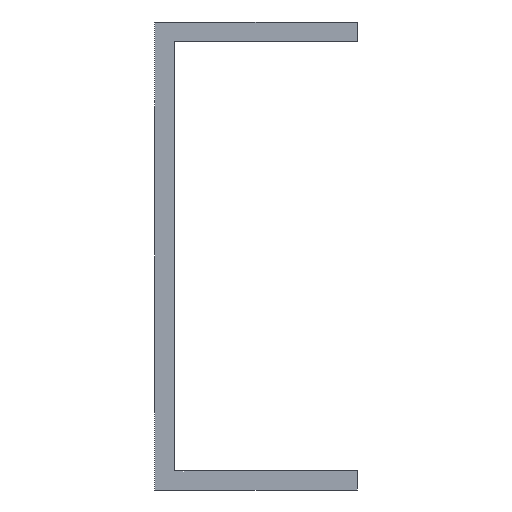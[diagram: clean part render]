
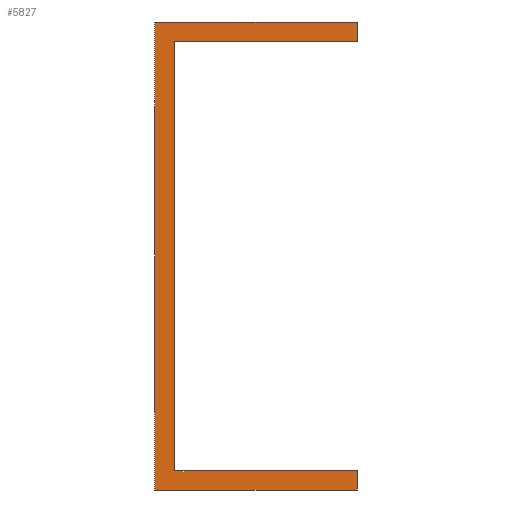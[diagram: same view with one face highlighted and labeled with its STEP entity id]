
A CAD part, front view. The second image highlights one B-rep face of the part: STEP entity #5827.
In plain terms, the highlighted planar face has unit normal (0, -1, 0).
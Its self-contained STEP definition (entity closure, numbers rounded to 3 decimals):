
#273 = DIRECTION ( 'NONE',  ( 0., 0., 1. ) ) ;
#324 = LINE ( 'NONE', #2753, #2333 ) ;
#416 = LINE ( 'NONE', #1737, #6257 ) ;
#438 = ORIENTED_EDGE ( 'NONE', *, *, #5885, .T. ) ;
#560 = DIRECTION ( 'NONE',  ( 1., 0., 0. ) ) ;
#575 = AXIS2_PLACEMENT_3D ( 'NONE', #8694, #2295, #7977 ) ;
#631 = CARTESIAN_POINT ( 'NONE',  ( 26., 0., -30. ) ) ;
#637 = LINE ( 'NONE', #7300, #6775 ) ;
#736 = ORIENTED_EDGE ( 'NONE', *, *, #9115, .F. ) ;
#1035 = EDGE_CURVE ( 'NONE', #2820, #4340, #5522, .T. ) ;
#1320 = CARTESIAN_POINT ( 'NONE',  ( 0., 0., 30. ) ) ;
#1379 = DIRECTION ( 'NONE',  ( 0., 0., 1. ) ) ;
#1396 = LINE ( 'NONE', #631, #2466 ) ;
#1416 = EDGE_LOOP ( 'NONE', ( #8152, #438, #2447, #2531, #4635, #736, #7548, #9537 ) ) ;
#1539 = PLANE ( 'NONE',  #575 ) ;
#1584 = FACE_OUTER_BOUND ( 'NONE', #1416, .T. ) ;
#1737 = CARTESIAN_POINT ( 'NONE',  ( 0., 0., -30. ) ) ;
#1973 = CARTESIAN_POINT ( 'NONE',  ( 0., 0., 27.5 ) ) ;
#2295 = DIRECTION ( 'NONE',  ( 0., -1., 0. ) ) ;
#2333 = VECTOR ( 'NONE', #8413, 1000. ) ;
#2447 = ORIENTED_EDGE ( 'NONE', *, *, #3063, .T. ) ;
#2466 = VECTOR ( 'NONE', #1379, 1000. ) ;
#2531 = ORIENTED_EDGE ( 'NONE', *, *, #7148, .T. ) ;
#2705 = VERTEX_POINT ( 'NONE', #8495 ) ;
#2741 = DIRECTION ( 'NONE',  ( 1., 0., 0. ) ) ;
#2753 = CARTESIAN_POINT ( 'NONE',  ( 26., 0., 27.5 ) ) ;
#2820 = VERTEX_POINT ( 'NONE', #9423 ) ;
#3063 = EDGE_CURVE ( 'NONE', #2705, #8033, #8306, .T. ) ;
#3751 = LINE ( 'NONE', #5804, #7897 ) ;
#3757 = VERTEX_POINT ( 'NONE', #8338 ) ;
#4340 = VERTEX_POINT ( 'NONE', #7457 ) ;
#4374 = CARTESIAN_POINT ( 'NONE',  ( 0., 0., -27.5 ) ) ;
#4635 = ORIENTED_EDGE ( 'NONE', *, *, #9469, .F. ) ;
#4684 = VERTEX_POINT ( 'NONE', #7113 ) ;
#5208 = VERTEX_POINT ( 'NONE', #5666 ) ;
#5271 = VECTOR ( 'NONE', #9184, 1000. ) ;
#5522 = LINE ( 'NONE', #4374, #5271 ) ;
#5666 = CARTESIAN_POINT ( 'NONE',  ( 0., 0., -30. ) ) ;
#5804 = CARTESIAN_POINT ( 'NONE',  ( 0., 0., 30. ) ) ;
#5827 = ADVANCED_FACE ( 'NONE', ( #1584 ), #1539, .T. ) ;
#5885 = EDGE_CURVE ( 'NONE', #4340, #2705, #637, .T. ) ;
#6257 = VECTOR ( 'NONE', #6574, 1000. ) ;
#6574 = DIRECTION ( 'NONE',  ( -1., 0., 0. ) ) ;
#6669 = VERTEX_POINT ( 'NONE', #10168 ) ;
#6775 = VECTOR ( 'NONE', #7333, 1000. ) ;
#6995 = EDGE_CURVE ( 'NONE', #4684, #2820, #1396, .T. ) ;
#7070 = CARTESIAN_POINT ( 'NONE',  ( 26., 0., 27.5 ) ) ;
#7113 = CARTESIAN_POINT ( 'NONE',  ( 26., 0., -30. ) ) ;
#7148 = EDGE_CURVE ( 'NONE', #8033, #6669, #324, .T. ) ;
#7293 = VECTOR ( 'NONE', #560, 1000. ) ;
#7300 = CARTESIAN_POINT ( 'NONE',  ( 2.5, 0., 30. ) ) ;
#7333 = DIRECTION ( 'NONE',  ( 0., 0., 1. ) ) ;
#7457 = CARTESIAN_POINT ( 'NONE',  ( 2.5, 0., -27.5 ) ) ;
#7548 = ORIENTED_EDGE ( 'NONE', *, *, #9064, .F. ) ;
#7897 = VECTOR ( 'NONE', #273, 1000. ) ;
#7977 = DIRECTION ( 'NONE',  ( -1., 0., 0. ) ) ;
#8033 = VERTEX_POINT ( 'NONE', #7070 ) ;
#8152 = ORIENTED_EDGE ( 'NONE', *, *, #1035, .T. ) ;
#8306 = LINE ( 'NONE', #1973, #9822 ) ;
#8338 = CARTESIAN_POINT ( 'NONE',  ( 0., 0., 30. ) ) ;
#8413 = DIRECTION ( 'NONE',  ( 0., 0., 1. ) ) ;
#8495 = CARTESIAN_POINT ( 'NONE',  ( 2.5, 0., 27.5 ) ) ;
#8694 = CARTESIAN_POINT ( 'NONE',  ( 2.5, 0., -27.5 ) ) ;
#9064 = EDGE_CURVE ( 'NONE', #4684, #5208, #416, .T. ) ;
#9115 = EDGE_CURVE ( 'NONE', #5208, #3757, #3751, .T. ) ;
#9184 = DIRECTION ( 'NONE',  ( -1., 0., 0. ) ) ;
#9423 = CARTESIAN_POINT ( 'NONE',  ( 26., 0., -27.5 ) ) ;
#9469 = EDGE_CURVE ( 'NONE', #3757, #6669, #9528, .T. ) ;
#9528 = LINE ( 'NONE', #1320, #7293 ) ;
#9537 = ORIENTED_EDGE ( 'NONE', *, *, #6995, .T. ) ;
#9822 = VECTOR ( 'NONE', #2741, 1000. ) ;
#10168 = CARTESIAN_POINT ( 'NONE',  ( 26., 0., 30. ) ) ;
